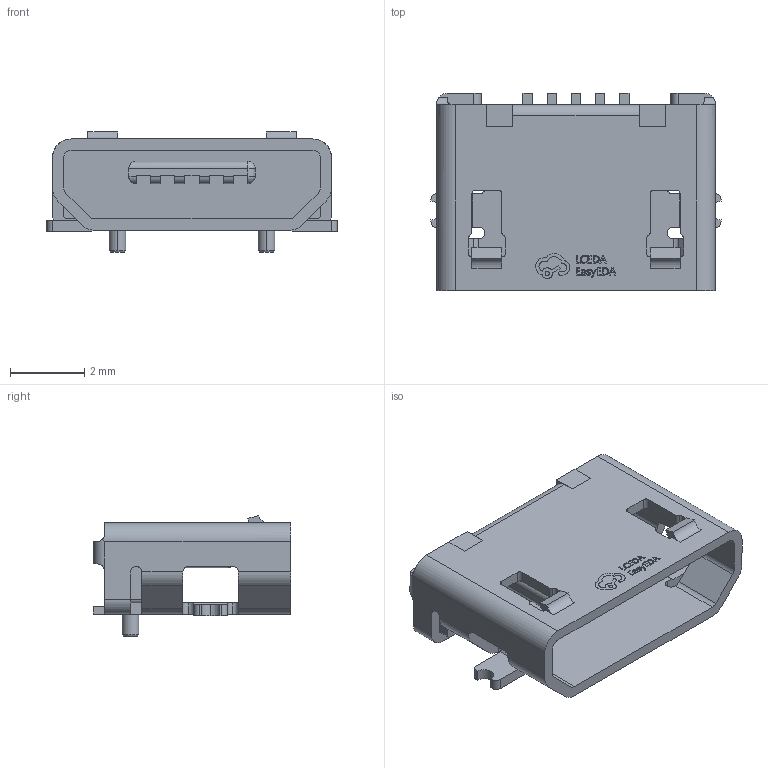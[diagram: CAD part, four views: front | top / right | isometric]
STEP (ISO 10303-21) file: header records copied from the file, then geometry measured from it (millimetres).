
FILE_DESCRIPTION (( 'STEP AP214' ), '1' );
FILE_NAME ('MICRO-USB-SMD_MICRO-04-PX-A1T2.step', '2022-07-07T02:47:04', ( '' ), ( '' ), 'SwSTEP 2.0', 'SolidWorks 2020', '' );
FILE_SCHEMA (( 'AUTOMOTIVE_DESIGN' ));
Length unit declared in the file: millimetre
Products named in the file (1): MICRO-USB-SMD_MICRO-04-PX-A1T2
Bounding box: 7.8 x 5.3 x 3.25 mm (x, y, z)
Volume: 39.8 mm3; surface area: 262.5 mm2
Topology: 2 solids, 2 shells, 573 faces, 1603 edges, 1056 vertices
Faces by surface type: plane 341, cylinder 114, bspline 112, cone 4, sphere 2
Entity records: 25274 total; most frequent: CARTESIAN_POINT 5397, ORIENTED_EDGE 3202, DIRECTION 2509, EDGE_CURVE 1601, LINE 1137, VECTOR 1137, VERTEX_POINT 1056, AXIS2_PLACEMENT_3D 686
